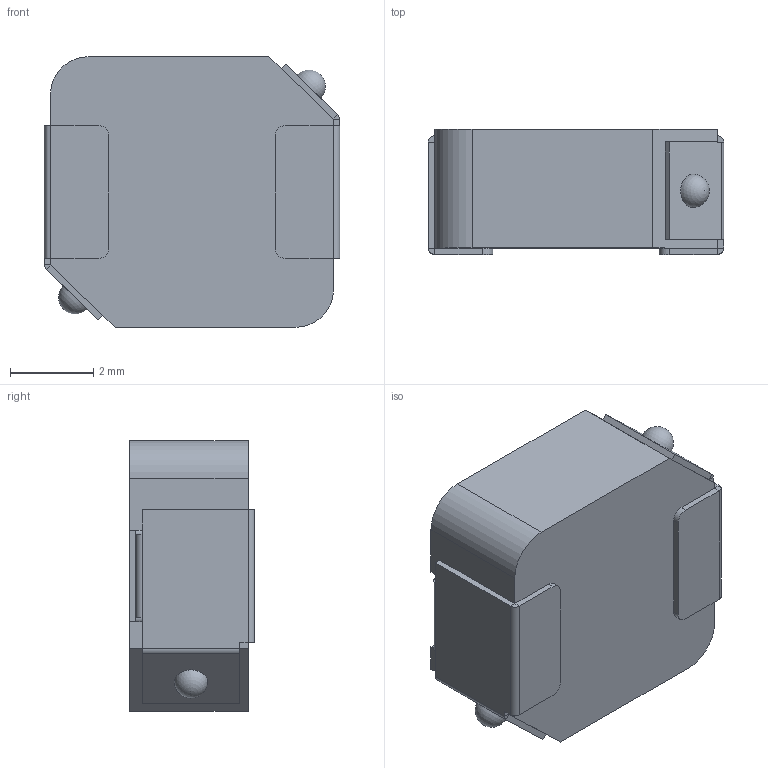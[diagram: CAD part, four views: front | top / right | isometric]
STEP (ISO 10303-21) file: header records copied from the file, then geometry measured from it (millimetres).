
FILE_DESCRIPTION (( 'STEP AP214' ), '1' );
FILE_NAME ('SPM6530T-100M.STEP', '2022-03-07T22:43:25', ( '' ), ( '' ), 'SwSTEP 2.0', 'SolidWorks 2017', '' );
FILE_SCHEMA (( 'AUTOMOTIVE_DESIGN' ));
Length unit declared in the file: millimetre
Products named in the file (1): SPM6530T-100M
Bounding box: 7.1 x 3 x 6.5 mm (x, y, z)
Volume: 122.8 mm3; surface area: 245.7 mm2
Topology: 5 solids, 5 shells, 110 faces, 256 edges, 154 vertices
Faces by surface type: plane 74, cylinder 34, sphere 2
Entity records: 3118 total; most frequent: DIRECTION 542, CARTESIAN_POINT 515, ORIENTED_EDGE 504, EDGE_CURVE 252, VECTOR 184, LINE 184, AXIS2_PLACEMENT_3D 179, VERTEX_POINT 152
